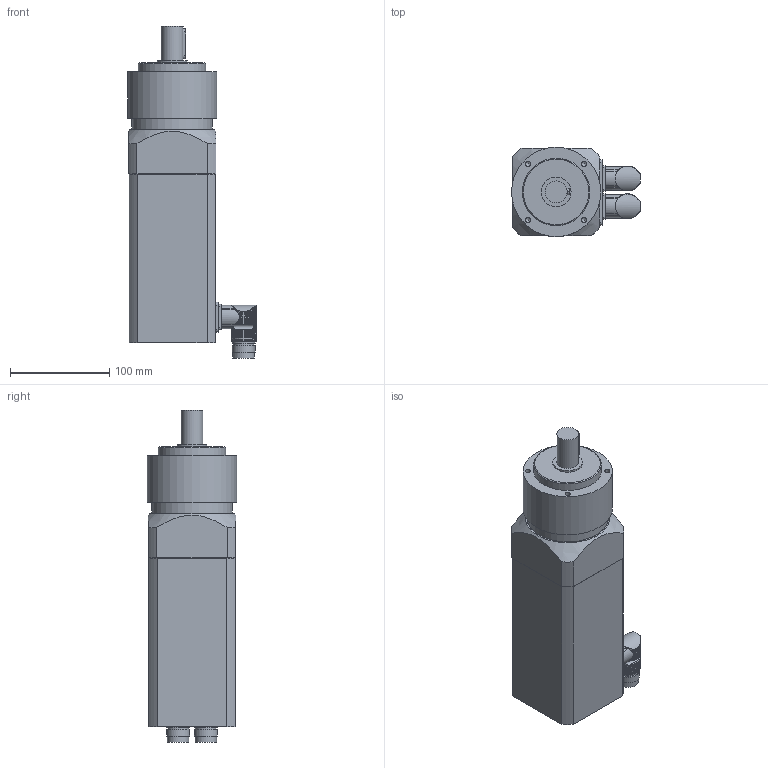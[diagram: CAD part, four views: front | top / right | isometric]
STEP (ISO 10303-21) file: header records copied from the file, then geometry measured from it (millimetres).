
FILE_DESCRIPTION(/* description */ (''),/* implementation_level */ '2;1');
FILE_NAME(/* name */ 'KSG3612D_R4_PLG90',/* time_stamp */ '2009-02-11T11:30:03+01:00',/* author */ (''),/* organization */ (''),/* preprocessor_version */ 'ST-DEVELOPER v8',/* originating_system */ 'UNIGRAPHICS SOLUTIONS - UNIGRAPHICS 18.0',/* authorisation */ '');
FILE_SCHEMA (('AUTOMOTIVE_DESIGN { 1 2 10303 214 0 1 1 1 }'));
Length unit declared in the file: millimetre
Products named in the file (3): Getrieberumpf_SG3_PLG90_0; Winkelflanschdose_0; KSG368D-R4_PLG90_0
Assembly tree (3 placements, depth 2):
  KSG368D-R4_PLG90_0
    Winkelflanschdose_0  x2
    Getrieberumpf_SG3_PLG90_0
Bounding box: 129.99 x 90 x 334.65 mm (x, y, z)
Volume: 1920987 mm3; surface area: 158476.3 mm2
Topology: 4 solids, 5 shells, 488 faces, 1307 edges, 869 vertices
Faces by surface type: cylinder 354, plane 102, cone 22, torus 10
Full cylindrical faces by diameter (mm): 5 x4, 5.188 x4, 5.5 x8, 6.5 x1, 10 x8, 16 x2, 20 x1, 21 x2, 21.5 x2, 22 x1, 23 x4, 30 x1, 37 x1, 40 x1, 42 x1, 47 x2, 49.5 x1, 60 x1, 62 x1, 65.7 x1, 68 x1, 81 x1, 85 x2, 90 x1
Entity records: 9999 total; most frequent: CARTESIAN_POINT 2439, DIRECTION 1544, ORIENTED_EDGE 1482, EDGE_CURVE 741, AXIS2_PLACEMENT_3D 653, VERTEX_POINT 534, EDGE_LOOP 427, ADVANCED_FACE 324
